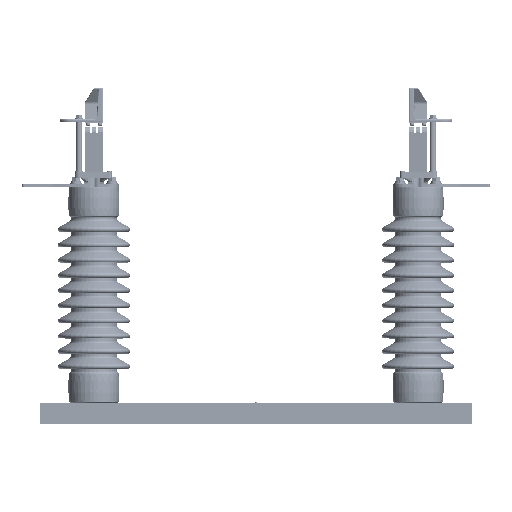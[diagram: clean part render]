
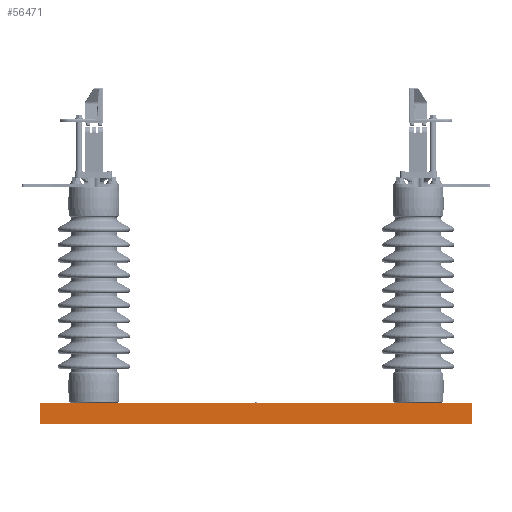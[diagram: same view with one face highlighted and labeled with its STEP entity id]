
A CAD part, top view. The second image highlights one B-rep face of the part: STEP entity #56471.
In plain terms, the highlighted face is planar.
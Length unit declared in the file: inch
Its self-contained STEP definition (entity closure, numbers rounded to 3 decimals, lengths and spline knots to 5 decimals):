
#2041 = CARTESIAN_POINT ( 'NONE',  ( -2.5, -0.875, 18. ) ) ;
#4241 = DIRECTION ( 'NONE',  ( 0., 1., 0. ) ) ;
#5530 = LINE ( 'NONE', #44483, #16859 ) ;
#5995 = ORIENTED_EDGE ( 'NONE', *, *, #16004, .F. ) ;
#7982 = DIRECTION ( 'NONE',  ( 0., 0., -1. ) ) ;
#9612 = VERTEX_POINT ( 'NONE', #53972 ) ;
#9880 = DIRECTION ( 'NONE',  ( 0., -1., 0. ) ) ;
#14465 = VERTEX_POINT ( 'NONE', #2041 ) ;
#16004 = EDGE_CURVE ( 'NONE', #14465, #49660, #16612, .T. ) ;
#16612 = LINE ( 'NONE', #39384, #32425 ) ;
#16859 = VECTOR ( 'NONE', #9880, 39.37008 ) ;
#17200 = FACE_OUTER_BOUND ( 'NONE', #39081, .T. ) ;
#22738 = LINE ( 'NONE', #35954, #43773 ) ;
#30439 = DIRECTION ( 'NONE',  ( 1., 0., 0. ) ) ;
#31546 = EDGE_CURVE ( 'NONE', #9612, #40491, #22738, .T. ) ;
#32425 = VECTOR ( 'NONE', #7982, 39.37008 ) ;
#35954 = CARTESIAN_POINT ( 'NONE',  ( -2.5, 0.875, 18. ) ) ;
#36762 = LINE ( 'NONE', #46039, #40931 ) ;
#39081 = EDGE_LOOP ( 'NONE', ( #51726, #5995, #45999, #42527 ) ) ;
#39384 = CARTESIAN_POINT ( 'NONE',  ( -2.5, -0.875, 18. ) ) ;
#40491 = VERTEX_POINT ( 'NONE', #52428 ) ;
#40535 = CARTESIAN_POINT ( 'NONE',  ( -2.5, -0.875, -18. ) ) ;
#40548 = DIRECTION ( 'NONE',  ( 0., -1., 0. ) ) ;
#40931 = VECTOR ( 'NONE', #40548, 39.37008 ) ;
#41187 = DIRECTION ( 'NONE',  ( 0., 0., -1. ) ) ;
#42527 = ORIENTED_EDGE ( 'NONE', *, *, #31546, .T. ) ;
#43773 = VECTOR ( 'NONE', #41187, 39.37008 ) ;
#44106 = EDGE_CURVE ( 'NONE', #40491, #49660, #5530, .T. ) ;
#44483 = CARTESIAN_POINT ( 'NONE',  ( -2.5, 0.875, -18. ) ) ;
#44842 = EDGE_CURVE ( 'NONE', #9612, #14465, #36762, .T. ) ;
#45999 = ORIENTED_EDGE ( 'NONE', *, *, #44842, .F. ) ;
#46039 = CARTESIAN_POINT ( 'NONE',  ( -2.5, 0.875, 18. ) ) ;
#46909 = PLANE ( 'NONE',  #53687 ) ;
#49660 = VERTEX_POINT ( 'NONE', #40535 ) ;
#51498 = CARTESIAN_POINT ( 'NONE',  ( -2.5, 0.875, 18. ) ) ;
#51726 = ORIENTED_EDGE ( 'NONE', *, *, #44106, .T. ) ;
#52428 = CARTESIAN_POINT ( 'NONE',  ( -2.5, 0.875, -18. ) ) ;
#53687 = AXIS2_PLACEMENT_3D ( 'NONE', #51498, #30439, #4241 ) ;
#53972 = CARTESIAN_POINT ( 'NONE',  ( -2.5, 0.875, 18. ) ) ;
#56471 = ADVANCED_FACE ( 'NONE', ( #17200 ), #46909, .F. ) ;
